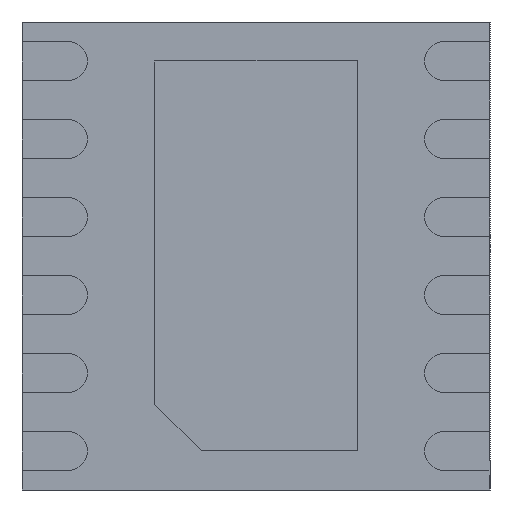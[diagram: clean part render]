
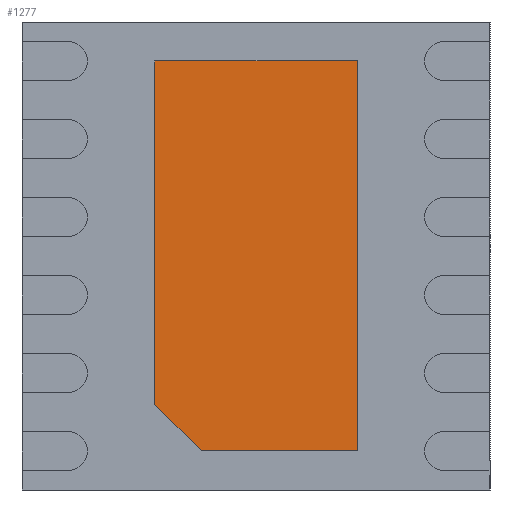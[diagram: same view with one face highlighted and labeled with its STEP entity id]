
A CAD part, front view. The second image highlights one B-rep face of the part: STEP entity #1277.
In plain terms, the highlighted planar face has unit normal (0, -1, 0).
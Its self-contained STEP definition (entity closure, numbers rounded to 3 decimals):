
#204 = ORIENTED_EDGE ( 'NONE', *, *, #2189, .F. ) ;
#226 = EDGE_CURVE ( 'NONE', #3498, #1005, #1001, .T. ) ;
#317 = CARTESIAN_POINT ( 'NONE',  ( 0., 0., 0. ) ) ;
#328 = CARTESIAN_POINT ( 'NONE',  ( -0.35, 0., -1.25 ) ) ;
#409 = CARTESIAN_POINT ( 'NONE',  ( -0.65, 0., 1.25 ) ) ;
#512 = CARTESIAN_POINT ( 'NONE',  ( 0.65, 0., -1.25 ) ) ;
#760 = EDGE_CURVE ( 'NONE', #1005, #4231, #4983, .T. ) ;
#899 = VERTEX_POINT ( 'NONE', #512 ) ;
#1001 = LINE ( 'NONE', #2570, #1622 ) ;
#1005 = VERTEX_POINT ( 'NONE', #1904 ) ;
#1171 = ORIENTED_EDGE ( 'NONE', *, *, #3979, .F. ) ;
#1277 = ADVANCED_FACE ( 'NONE', ( #1821 ), #3851, .T. ) ;
#1485 = DIRECTION ( 'NONE',  ( 0., -1., 0. ) ) ;
#1617 = LINE ( 'NONE', #4696, #4509 ) ;
#1622 = VECTOR ( 'NONE', #4967, 1000. ) ;
#1649 = LINE ( 'NONE', #2424, #2297 ) ;
#1679 = DIRECTION ( 'NONE',  ( -1., 0., 0. ) ) ;
#1821 = FACE_OUTER_BOUND ( 'NONE', #2856, .T. ) ;
#1876 = VECTOR ( 'NONE', #4580, 1000. ) ;
#1904 = CARTESIAN_POINT ( 'NONE',  ( -0.65, 0., -0.95 ) ) ;
#2189 = EDGE_CURVE ( 'NONE', #5065, #899, #1649, .T. ) ;
#2235 = VECTOR ( 'NONE', #1679, 1000. ) ;
#2264 = ORIENTED_EDGE ( 'NONE', *, *, #2535, .F. ) ;
#2272 = LINE ( 'NONE', #328, #2235 ) ;
#2297 = VECTOR ( 'NONE', #4773, 1000. ) ;
#2424 = CARTESIAN_POINT ( 'NONE',  ( 0.65, 0., 1.25 ) ) ;
#2535 = EDGE_CURVE ( 'NONE', #4231, #5065, #1617, .T. ) ;
#2570 = CARTESIAN_POINT ( 'NONE',  ( -0.65, 0., -0.95 ) ) ;
#2617 = ORIENTED_EDGE ( 'NONE', *, *, #760, .F. ) ;
#2856 = EDGE_LOOP ( 'NONE', ( #204, #2264, #2617, #2938, #1171 ) ) ;
#2870 = AXIS2_PLACEMENT_3D ( 'NONE', #317, #1485, #4618 ) ;
#2938 = ORIENTED_EDGE ( 'NONE', *, *, #226, .F. ) ;
#3169 = DIRECTION ( 'NONE',  ( 1., 0., 0. ) ) ;
#3498 = VERTEX_POINT ( 'NONE', #3894 ) ;
#3583 = CARTESIAN_POINT ( 'NONE',  ( -0.65, 0., 1.25 ) ) ;
#3851 = PLANE ( 'NONE',  #2870 ) ;
#3894 = CARTESIAN_POINT ( 'NONE',  ( -0.35, 0., -1.25 ) ) ;
#3979 = EDGE_CURVE ( 'NONE', #899, #3498, #2272, .T. ) ;
#4231 = VERTEX_POINT ( 'NONE', #3583 ) ;
#4509 = VECTOR ( 'NONE', #3169, 1000. ) ;
#4580 = DIRECTION ( 'NONE',  ( 0., 0., 1. ) ) ;
#4618 = DIRECTION ( 'NONE',  ( 0., 0., -1. ) ) ;
#4619 = CARTESIAN_POINT ( 'NONE',  ( 0.65, 0., 1.25 ) ) ;
#4696 = CARTESIAN_POINT ( 'NONE',  ( -0.65, 0., 1.25 ) ) ;
#4773 = DIRECTION ( 'NONE',  ( 0., 0., -1. ) ) ;
#4967 = DIRECTION ( 'NONE',  ( -0.707, 0., 0.707 ) ) ;
#4983 = LINE ( 'NONE', #409, #1876 ) ;
#5065 = VERTEX_POINT ( 'NONE', #4619 ) ;
